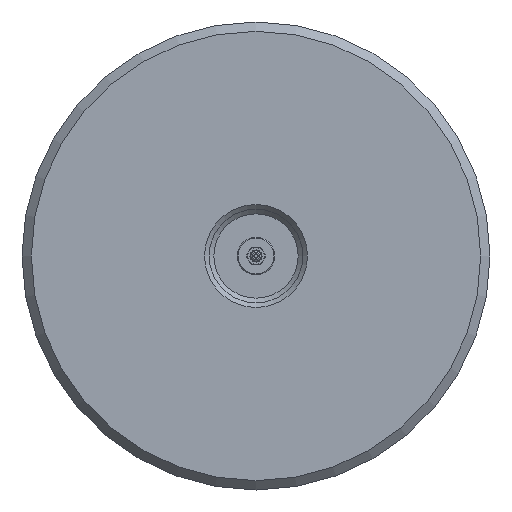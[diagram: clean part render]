
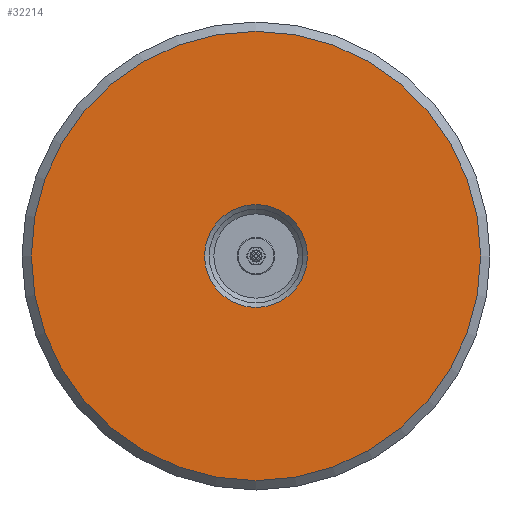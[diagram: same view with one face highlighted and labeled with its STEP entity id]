
A CAD part, front view. The second image highlights one B-rep face of the part: STEP entity #32214.
In plain terms, the highlighted planar face has unit normal (0, -1, 0).
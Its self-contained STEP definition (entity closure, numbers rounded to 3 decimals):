
#32194 = VERTEX_POINT('',#32195);
#32195 = CARTESIAN_POINT('',(-55.,0.,0.));
#32203 = EDGE_CURVE('',#32194,#32194,#32204,.T.);
#32204 = CIRCLE('',#32205,55.);
#32205 = AXIS2_PLACEMENT_3D('',#32206,#32207,#32208);
#32206 = CARTESIAN_POINT('',(0.,0.,0.)
  );
#32207 = DIRECTION('',(0.,-1.,0.));
#32208 = DIRECTION('',(1.,0.,0.));
#32214 = ADVANCED_FACE('',(#32215,#32226),#32229,.F.);
#32215 = FACE_BOUND('',#32216,.T.);
#32216 = EDGE_LOOP('',(#32217));
#32217 = ORIENTED_EDGE('',*,*,#32218,.F.);
#32218 = EDGE_CURVE('',#32219,#32219,#32221,.T.);
#32219 = VERTEX_POINT('',#32220);
#32220 = CARTESIAN_POINT('',(240.,0.,0.));
#32221 = CIRCLE('',#32222,240.);
#32222 = AXIS2_PLACEMENT_3D('',#32223,#32224,#32225);
#32223 = CARTESIAN_POINT('',(0.,0.,0.)
  );
#32224 = DIRECTION('',(0.,1.,-0.));
#32225 = DIRECTION('',(-1.,0.,0.));
#32226 = FACE_BOUND('',#32227,.T.);
#32227 = EDGE_LOOP('',(#32228));
#32228 = ORIENTED_EDGE('',*,*,#32203,.F.);
#32229 = PLANE('',#32230);
#32230 = AXIS2_PLACEMENT_3D('',#32231,#32232,#32233);
#32231 = CARTESIAN_POINT('',(0.,0.,0.)
  );
#32232 = DIRECTION('',(0.,1.,0.));
#32233 = DIRECTION('',(-1.,0.,0.));
